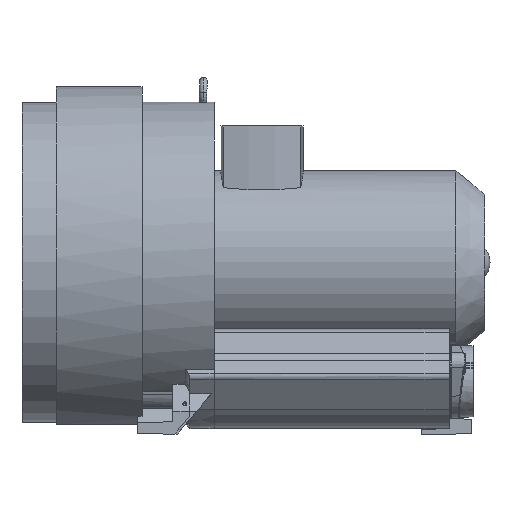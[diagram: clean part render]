
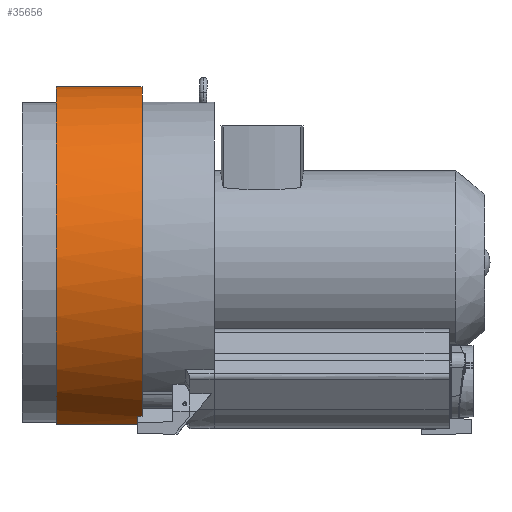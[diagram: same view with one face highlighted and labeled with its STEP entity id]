
A CAD part, left-side view. The second image highlights one B-rep face of the part: STEP entity #35656.
In plain terms, the highlighted cylindrical face has radius 307.5 mm (diameter 615 mm), a partial arc.
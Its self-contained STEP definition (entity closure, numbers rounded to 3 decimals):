
#1064 = DIRECTION ( 'NONE',  ( 0., 1., 0. ) ) ;
#1239 = DIRECTION ( 'NONE',  ( 0., 0., 1. ) ) ;
#3263 = CIRCLE ( 'NONE', #18529, 307.5 ) ;
#3462 = CIRCLE ( 'NONE', #41659, 307.5 ) ;
#3626 = EDGE_CURVE ( 'NONE', #8103, #41414, #8752, .T. ) ;
#4066 = ORIENTED_EDGE ( 'NONE', *, *, #29366, .F. ) ;
#4286 = ORIENTED_EDGE ( 'NONE', *, *, #15066, .T. ) ;
#4662 =( BOUNDED_CURVE ( )  B_SPLINE_CURVE ( 3, ( #14343, #17831, #27616, #40881 ),
 .UNSPECIFIED., .F., .T. ) 
 B_SPLINE_CURVE_WITH_KNOTS ( ( 4, 4 ),
 ( 1.621, 1.622 ),
 .UNSPECIFIED. ) 
 CURVE ( )  GEOMETRIC_REPRESENTATION_ITEM ( )  RATIONAL_B_SPLINE_CURVE ( ( 1., 1., 1., 1. ) ) 
 REPRESENTATION_ITEM ( '' )  );
#4819 = VECTOR ( 'NONE', #31804, 1000. ) ;
#6068 = CARTESIAN_POINT ( 'NONE',  ( 0., -12.05, 0. ) ) ;
#7198 = VERTEX_POINT ( 'NONE', #18749 ) ;
#7246 = DIRECTION ( 'NONE',  ( 0., 1., 0. ) ) ;
#7934 =( BOUNDED_CURVE ( )  B_SPLINE_CURVE ( 3, ( #21266, #21699, #31477, #14950 ),
 .UNSPECIFIED., .F., .F. ) 
 B_SPLINE_CURVE_WITH_KNOTS ( ( 4, 4 ),
 ( 4.737, 4.737 ),
 .UNSPECIFIED. ) 
 CURVE ( )  GEOMETRIC_REPRESENTATION_ITEM ( )  RATIONAL_B_SPLINE_CURVE ( ( 1., 1., 1., 1. ) ) 
 REPRESENTATION_ITEM ( '' )  );
#8103 = VERTEX_POINT ( 'NONE', #36010 ) ;
#8752 = LINE ( 'NONE', #21811, #4819 ) ;
#9775 = AXIS2_PLACEMENT_3D ( 'NONE', #30763, #10980, #24234 ) ;
#10980 = DIRECTION ( 'NONE',  ( 0., 1., 0. ) ) ;
#11781 = EDGE_CURVE ( 'NONE', #7198, #33971, #7934, .T. ) ;
#12020 = EDGE_CURVE ( 'NONE', #33971, #25160, #37086, .T. ) ;
#14343 = CARTESIAN_POINT ( 'NONE',  ( -148.625, -4., -269.197 ) ) ;
#14881 = AXIS2_PLACEMENT_3D ( 'NONE', #40380, #20579, #1239 ) ;
#14939 = DIRECTION ( 'NONE',  ( 0., 0., 1. ) ) ;
#14950 = CARTESIAN_POINT ( 'NONE',  ( -141.567, -4., -272.975 ) ) ;
#15066 = EDGE_CURVE ( 'NONE', #21255, #26595, #36136, .T. ) ;
#17010 = CARTESIAN_POINT ( 'NONE',  ( 0., -12.05, 307.5 ) ) ;
#17512 = CYLINDRICAL_SURFACE ( 'NONE', #9775, 307.5 ) ;
#17831 = CARTESIAN_POINT ( 'NONE',  ( -148.666, -6.683, -269.174 ) ) ;
#18529 = AXIS2_PLACEMENT_3D ( 'NONE', #6068, #19987, #20216 ) ;
#18749 = CARTESIAN_POINT ( 'NONE',  ( -141.442, -12.05, -273.039 ) ) ;
#18996 = VERTEX_POINT ( 'NONE', #40984 ) ;
#19560 = EDGE_CURVE ( 'NONE', #18996, #21255, #3263, .T. ) ;
#19832 = DIRECTION ( 'NONE',  ( 0., 1., 0. ) ) ;
#19987 = DIRECTION ( 'NONE',  ( 0., 1., 0. ) ) ;
#20216 = DIRECTION ( 'NONE',  ( 0., 0., 1. ) ) ;
#20579 = DIRECTION ( 'NONE',  ( 0., 1., 0. ) ) ;
#20876 = ORIENTED_EDGE ( 'NONE', *, *, #11781, .T. ) ;
#21255 = VERTEX_POINT ( 'NONE', #32440 ) ;
#21266 = CARTESIAN_POINT ( 'NONE',  ( -141.442, -12.05, -273.039 ) ) ;
#21461 = CARTESIAN_POINT ( 'NONE',  ( -120.28, 137.95, -283. ) ) ;
#21699 = CARTESIAN_POINT ( 'NONE',  ( -141.483, -9.367, -273.018 ) ) ;
#21811 = CARTESIAN_POINT ( 'NONE',  ( -120.28, -12.05, -283. ) ) ;
#23303 = EDGE_CURVE ( 'NONE', #25160, #18996, #4662, .T. ) ;
#24234 = DIRECTION ( 'NONE',  ( 0., 0., 1. ) ) ;
#24637 = DIRECTION ( 'NONE',  ( 0., 0., 1. ) ) ;
#25160 = VERTEX_POINT ( 'NONE', #29515 ) ;
#25471 = CIRCLE ( 'NONE', #40761, 307.5 ) ;
#26595 = VERTEX_POINT ( 'NONE', #28830 ) ;
#27502 = FACE_OUTER_BOUND ( 'NONE', #36936, .T. ) ;
#27616 = CARTESIAN_POINT ( 'NONE',  ( -148.707, -9.367, -269.151 ) ) ;
#28830 = CARTESIAN_POINT ( 'NONE',  ( 0., 137.95, 307.5 ) ) ;
#29366 = EDGE_CURVE ( 'NONE', #41414, #26595, #25471, .T. ) ;
#29515 = CARTESIAN_POINT ( 'NONE',  ( -148.625, -4., -269.197 ) ) ;
#30609 = CARTESIAN_POINT ( 'NONE',  ( 0., 137.95, 0. ) ) ;
#30672 = EDGE_CURVE ( 'NONE', #8103, #7198, #3462, .T. ) ;
#30763 = CARTESIAN_POINT ( 'NONE',  ( 0., -12.05, 0. ) ) ;
#31477 = CARTESIAN_POINT ( 'NONE',  ( -141.525, -6.683, -272.996 ) ) ;
#31804 = DIRECTION ( 'NONE',  ( 0., 1., 0. ) ) ;
#32440 = CARTESIAN_POINT ( 'NONE',  ( 0., -12.05, 307.5 ) ) ;
#33711 = ORIENTED_EDGE ( 'NONE', *, *, #19560, .T. ) ;
#33906 = CARTESIAN_POINT ( 'NONE',  ( -141.567, -4., -272.975 ) ) ;
#33971 = VERTEX_POINT ( 'NONE', #33906 ) ;
#34880 = ORIENTED_EDGE ( 'NONE', *, *, #30672, .T. ) ;
#35656 = ADVANCED_FACE ( 'NONE', ( #27502 ), #17512, .T. ) ;
#36010 = CARTESIAN_POINT ( 'NONE',  ( -120.28, -12.05, -283. ) ) ;
#36136 = LINE ( 'NONE', #17010, #38695 ) ;
#36214 = ORIENTED_EDGE ( 'NONE', *, *, #12020, .T. ) ;
#36936 = EDGE_LOOP ( 'NONE', ( #33711, #4286, #4066, #38789, #34880, #20876, #36214, #40940 ) ) ;
#37086 = CIRCLE ( 'NONE', #14881, 307.5 ) ;
#37699 = CARTESIAN_POINT ( 'NONE',  ( 0., -12.05, 0. ) ) ;
#38695 = VECTOR ( 'NONE', #19832, 1000. ) ;
#38789 = ORIENTED_EDGE ( 'NONE', *, *, #3626, .F. ) ;
#40380 = CARTESIAN_POINT ( 'NONE',  ( 0., -4., 0. ) ) ;
#40761 = AXIS2_PLACEMENT_3D ( 'NONE', #30609, #1064, #14939 ) ;
#40881 = CARTESIAN_POINT ( 'NONE',  ( -148.748, -12.05, -269.129 ) ) ;
#40940 = ORIENTED_EDGE ( 'NONE', *, *, #23303, .T. ) ;
#40984 = CARTESIAN_POINT ( 'NONE',  ( -148.748, -12.05, -269.129 ) ) ;
#41414 = VERTEX_POINT ( 'NONE', #21461 ) ;
#41659 = AXIS2_PLACEMENT_3D ( 'NONE', #37699, #7246, #24637 ) ;
